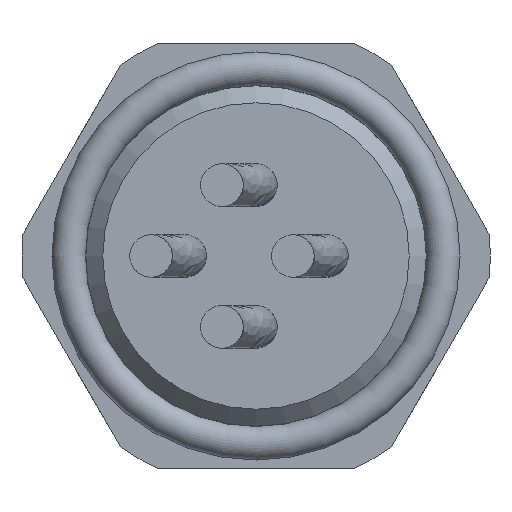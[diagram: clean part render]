
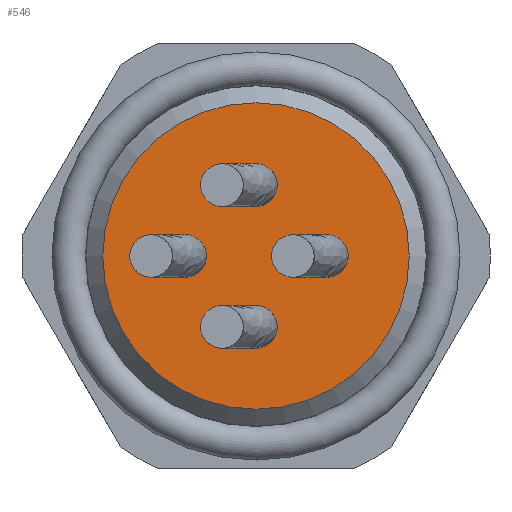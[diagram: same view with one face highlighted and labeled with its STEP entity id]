
A CAD part, left-side view. The second image highlights one B-rep face of the part: STEP entity #546.
In plain terms, the highlighted planar face has unit normal (-1, 0, 0).
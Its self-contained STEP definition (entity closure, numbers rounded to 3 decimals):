
#177=FACE_BOUND('',#986,.T.);
#178=FACE_BOUND('',#987,.T.);
#179=FACE_BOUND('',#988,.T.);
#180=FACE_BOUND('',#989,.T.);
#181=FACE_BOUND('',#990,.T.);
#246=PLANE('',#3335);
#546=ADVANCED_FACE('',(#177,#178,#179,#180,#181),#246,.F.);
#986=EDGE_LOOP('',(#1670));
#987=EDGE_LOOP('',(#1671));
#988=EDGE_LOOP('',(#1672));
#989=EDGE_LOOP('',(#1673));
#990=EDGE_LOOP('',(#1674));
#1670=ORIENTED_EDGE('',*,*,#2750,.F.);
#1671=ORIENTED_EDGE('',*,*,#2751,.T.);
#1672=ORIENTED_EDGE('',*,*,#2749,.T.);
#1673=ORIENTED_EDGE('',*,*,#2748,.F.);
#1674=ORIENTED_EDGE('',*,*,#2747,.F.);
#2425=VERTEX_POINT('',#4883);
#2426=VERTEX_POINT('',#4886);
#2427=VERTEX_POINT('',#4889);
#2428=VERTEX_POINT('',#4892);
#2429=VERTEX_POINT('',#4895);
#2747=EDGE_CURVE('',#2425,#2425,#3131,.T.);
#2748=EDGE_CURVE('',#2426,#2426,#3132,.T.);
#2749=EDGE_CURVE('',#2427,#2427,#3133,.T.);
#2750=EDGE_CURVE('',#2428,#2428,#3134,.T.);
#2751=EDGE_CURVE('',#2429,#2429,#3135,.T.);
#3131=CIRCLE('',#3326,0.75);
#3132=CIRCLE('',#3328,0.75);
#3133=CIRCLE('',#3330,0.75);
#3134=CIRCLE('',#3332,0.75);
#3135=CIRCLE('',#3334,5.4);
#3326=AXIS2_PLACEMENT_3D('',#4882,#3763,#3764);
#3328=AXIS2_PLACEMENT_3D('',#4885,#3767,#3768);
#3330=AXIS2_PLACEMENT_3D('',#4888,#3771,#3772);
#3332=AXIS2_PLACEMENT_3D('',#4891,#3775,#3776);
#3334=AXIS2_PLACEMENT_3D('',#4894,#3779,#3780);
#3335=AXIS2_PLACEMENT_3D('',#4896,#3781,#3782);
#3763=DIRECTION('',(-1.,0.,0.));
#3764=DIRECTION('',(0.,0.,1.));
#3767=DIRECTION('',(-1.,0.,0.));
#3768=DIRECTION('',(0.,0.,1.));
#3771=DIRECTION('',(1.,0.,0.));
#3772=DIRECTION('',(0.,0.,1.));
#3775=DIRECTION('',(-1.,0.,0.));
#3776=DIRECTION('',(0.,0.,-1.));
#3779=DIRECTION('',(-1.,0.,0.));
#3780=DIRECTION('',(0.,0.,1.));
#3781=DIRECTION('',(1.,0.,0.));
#3782=DIRECTION('',(0.,0.,-1.));
#4882=CARTESIAN_POINT('',(28.5,52.5,0.));
#4883=CARTESIAN_POINT('',(28.5,52.5,0.75));
#4885=CARTESIAN_POINT('',(28.5,47.5,0.));
#4886=CARTESIAN_POINT('',(28.5,47.5,0.75));
#4888=CARTESIAN_POINT('',(28.5,50.,2.5));
#4889=CARTESIAN_POINT('',(28.5,50.,3.25));
#4891=CARTESIAN_POINT('',(28.5,50.,-2.5));
#4892=CARTESIAN_POINT('',(28.5,50.,-3.25));
#4894=CARTESIAN_POINT('',(28.5,50.,0.));
#4895=CARTESIAN_POINT('',(28.5,50.,5.4));
#4896=CARTESIAN_POINT('',(28.5,55.4,0.));
